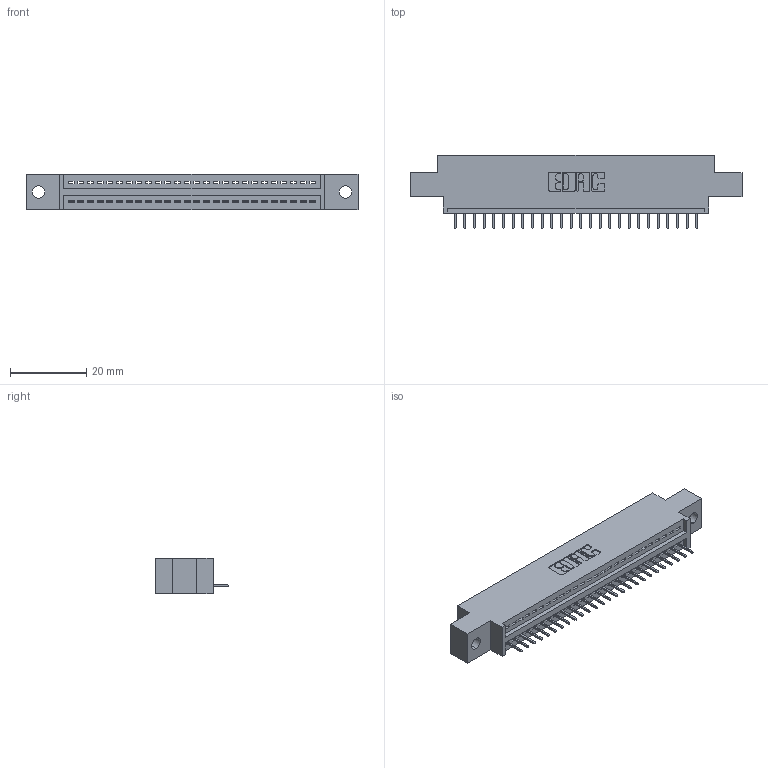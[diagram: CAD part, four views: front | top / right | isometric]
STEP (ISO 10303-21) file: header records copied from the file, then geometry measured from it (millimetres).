
FILE_DESCRIPTION (( 'STEP AP203' ), '1' );
FILE_NAME ('395-026-524-602.STEP', '2018-11-09T21:02:46', ( '' ), ( '' ), 'SwSTEP 2.0', 'SolidWorks 2016', '' );
FILE_SCHEMA (( 'CONFIG_CONTROL_DESIGN' ));
Length unit declared in the file: inch
Products named in the file (3): 345 Part_0.170 Offset - 0.128 Dia; 345-292-001_345-293-124; 395-026-524-602
Assembly tree (27 placements, depth 2):
  395-026-524-602
    345 Part_0.170 Offset - 0.128 Dia
    345-292-001_345-293-124  x26
Bounding box: 87.25 x 19.35 x 9.4 mm (x, y, z)
Volume: 7903.2 mm3; surface area: 9811.8 mm2
Topology: 27 solids, 27 shells, 1742 faces, 5033 edges, 3250 vertices
Faces by surface type: plane 1280, cylinder 462
Entity records: 21931 total; most frequent: CARTESIAN_POINT 3806, ORIENTED_EDGE 3766, DIRECTION 3347, EDGE_CURVE 1883, LINE 1651, VECTOR 1651, VERTEX_POINT 1250, AXIS2_PLACEMENT_3D 848
